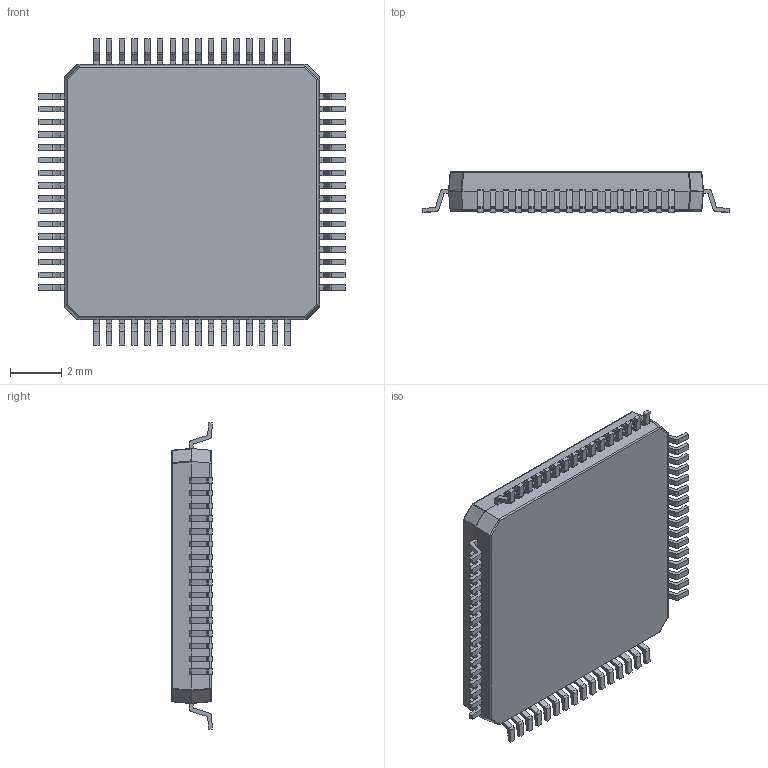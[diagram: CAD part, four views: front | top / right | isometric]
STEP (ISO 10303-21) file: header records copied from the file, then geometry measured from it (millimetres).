
FILE_DESCRIPTION (( 'STEP AP214' ), '1' );
FILE_NAME ('ST LQFP-64-10x10.STEP', '2016-01-18T23:27:01', ( '' ), ( '' ), 'SwSTEP 2.0', 'SolidWorks 2015', '' );
FILE_SCHEMA (( 'AUTOMOTIVE_DESIGN' ));
Length unit declared in the file: millimetre
Products named in the file (1): ST LQFP-64-10x10
Bounding box: 12.02 x 1.6 x 12.02 mm (x, y, z)
Volume: 155.3 mm3; surface area: 324 mm2
Topology: 1 solids, 1 shells, 927 faces, 2716 edges, 1778 vertices
Faces by surface type: plane 595, cylinder 304, sphere 28
Entity records: 39715 total; most frequent: CARTESIAN_POINT 5474, ORIENTED_EDGE 5404, DIRECTION 5136, EDGE_CURVE 2702, VECTOR 2080, LINE 2080, VERTEX_POINT 1778, AXIS2_PLACEMENT_3D 1528
